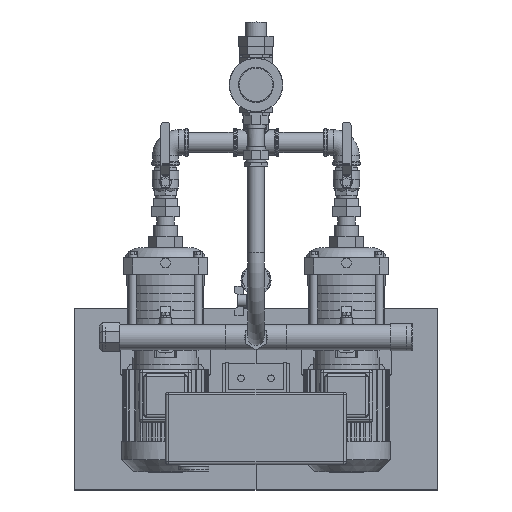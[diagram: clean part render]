
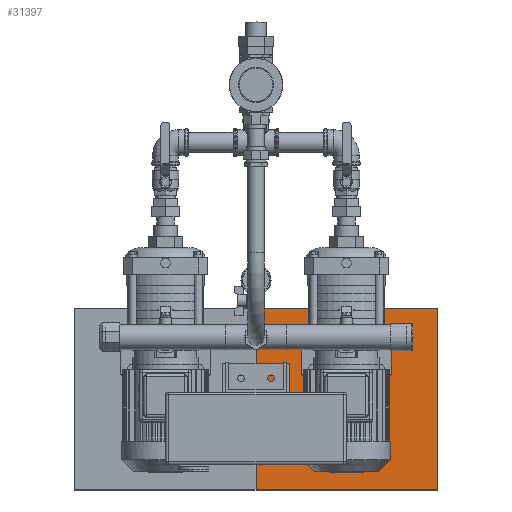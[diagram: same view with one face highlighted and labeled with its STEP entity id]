
A CAD part, top view. The second image highlights one B-rep face of the part: STEP entity #31397.
In plain terms, the highlighted planar face has unit normal (0, 0, 1).
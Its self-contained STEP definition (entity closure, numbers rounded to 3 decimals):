
#1977=LINE('',#51511,#5071);
#1998=LINE('',#51553,#5092);
#2000=LINE('',#51557,#5094);
#2001=LINE('',#51558,#5095);
#5071=VECTOR('',#40201,1.);
#5092=VECTOR('',#40232,10.);
#5094=VECTOR('',#40236,10.);
#5095=VECTOR('',#40237,10.);
#7348=PLANE('',#34019);
#9396=FACE_OUTER_BOUND('',#11454,.T.);
#11454=EDGE_LOOP('',(#26015,#26016,#26017,#26018));
#15377=VERTEX_POINT('',#51509);
#15378=VERTEX_POINT('',#51510);
#15394=VERTEX_POINT('',#51552);
#15395=VERTEX_POINT('',#51556);
#19166=EDGE_CURVE('',#15377,#15378,#1977,.T.);
#19187=EDGE_CURVE('',#15394,#15378,#1998,.T.);
#19189=EDGE_CURVE('',#15395,#15377,#2000,.T.);
#19190=EDGE_CURVE('',#15395,#15394,#2001,.T.);
#26015=ORIENTED_EDGE('',*,*,#19166,.F.);
#26016=ORIENTED_EDGE('',*,*,#19189,.F.);
#26017=ORIENTED_EDGE('',*,*,#19190,.T.);
#26018=ORIENTED_EDGE('',*,*,#19187,.T.);
#31397=ADVANCED_FACE('',(#9396),#7348,.T.);
#34019=AXIS2_PLACEMENT_3D('',#51555,#40234,#40235);
#40201=DIRECTION('',(0.,-1.,0.));
#40232=DIRECTION('',(1.,0.,0.));
#40234=DIRECTION('center_axis',(0.,0.,1.));
#40235=DIRECTION('ref_axis',(0.,-1.,0.));
#40236=DIRECTION('',(1.,0.,0.));
#40237=DIRECTION('',(0.,-1.,0.));
#51509=CARTESIAN_POINT('',(600.,47.5,50.));
#51510=CARTESIAN_POINT('',(600.,-252.5,50.));
#51511=CARTESIAN_POINT('',(600.,-102.5,50.));
#51552=CARTESIAN_POINT('',(300.,-252.5,50.));
#51553=CARTESIAN_POINT('',(600.,-252.5,50.));
#51555=CARTESIAN_POINT('Origin',(600.,-102.5,50.));
#51556=CARTESIAN_POINT('',(300.,47.5,50.));
#51557=CARTESIAN_POINT('',(600.,47.5,50.));
#51558=CARTESIAN_POINT('',(300.,-102.5,50.));
